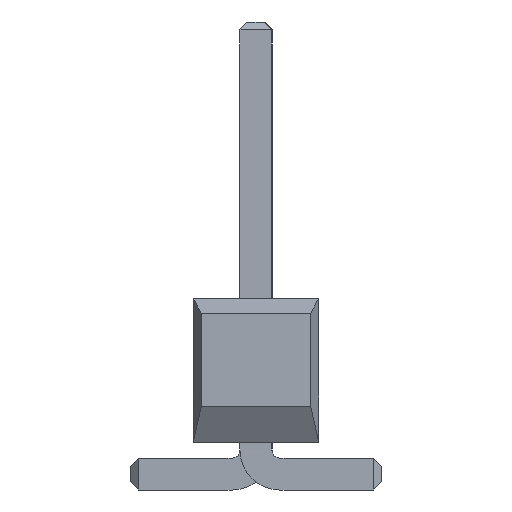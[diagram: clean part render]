
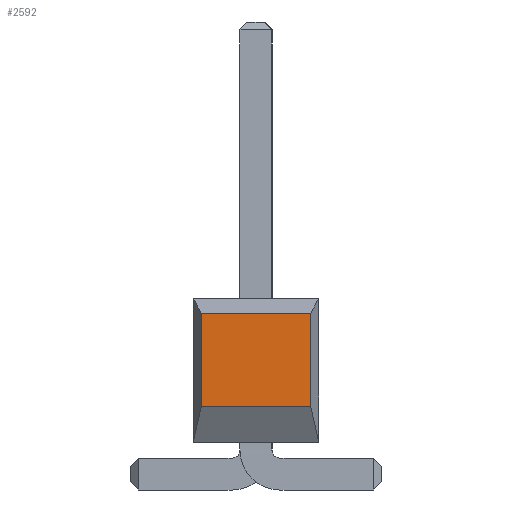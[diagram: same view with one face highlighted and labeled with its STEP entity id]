
A CAD part, left-side view. The second image highlights one B-rep face of the part: STEP entity #2592.
In plain terms, the highlighted planar face has unit normal (-1, 0, 0).
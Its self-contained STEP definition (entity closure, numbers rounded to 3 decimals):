
#2115=CARTESIAN_POINT('',(-5.08,-1.086,3.513));
#2114=VERTEX_POINT('',#2115);
#2133=CARTESIAN_POINT('',(-5.08,1.086,3.513));
#2132=VERTEX_POINT('',#2133);
#2141=EDGE_CURVE('',#2114,#2132,#2146,.T.);
#2146=LINE('',#2115,#2148);
#2148=VECTOR('',#2149,2.172);
#2149=DIRECTION('',(0.0,1.0,0.0));
#2260=CARTESIAN_POINT('',(-5.08,1.086,1.664));
#2259=VERTEX_POINT('',#2260);
#2268=EDGE_CURVE('',#2132,#2259,#2273,.T.);
#2273=LINE('',#2133,#2275);
#2275=VECTOR('',#2276,1.849);
#2276=DIRECTION('',(0.0,0.0,-1.0));
#2311=CARTESIAN_POINT('',(-5.08,-1.086,1.664));
#2310=VERTEX_POINT('',#2311);
#2337=EDGE_CURVE('',#2310,#2114,#2342,.T.);
#2342=LINE('',#2311,#2344);
#2344=VECTOR('',#2345,1.849);
#2345=DIRECTION('',(0.0,0.0,1.0));
#2572=EDGE_CURVE('',#2259,#2310,#2577,.T.);
#2577=LINE('',#2260,#2579);
#2579=VECTOR('',#2580,2.172);
#2580=DIRECTION('',(0.0,-1.0,0.0));
#2592=ADVANCED_FACE('',(#2598),#2593,.T.);
#2593=PLANE('',#2594);
#2594=AXIS2_PLACEMENT_3D('',#2595,#2596,#2597);
#2595=CARTESIAN_POINT('',(-5.08,1.086,1.664));
#2596=DIRECTION('',(-1.0,0.0,0.0));
#2597=DIRECTION('',(0.,0.,1.));
#2598=FACE_OUTER_BOUND('',#2599,.T.);
#2599=EDGE_LOOP('',(#2600,#2610,#2620,#2630));
#2600=ORIENTED_EDGE('',*,*,#2572,.T.);
#2610=ORIENTED_EDGE('',*,*,#2337,.T.);
#2620=ORIENTED_EDGE('',*,*,#2141,.T.);
#2630=ORIENTED_EDGE('',*,*,#2268,.T.);
